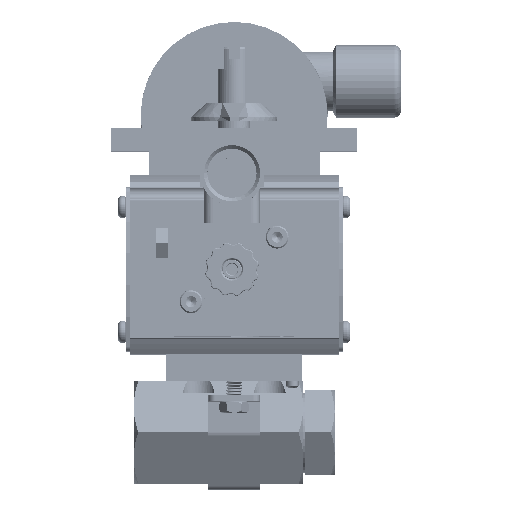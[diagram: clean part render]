
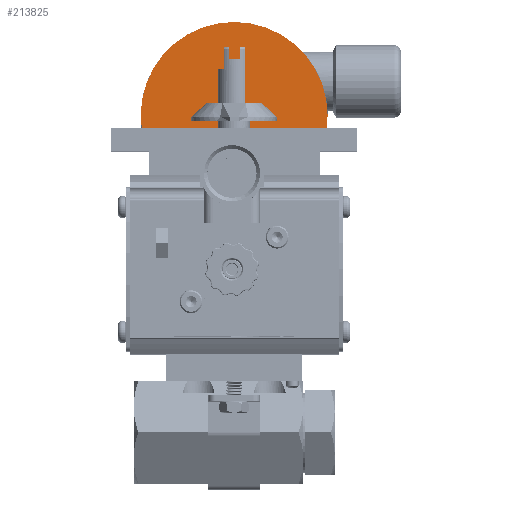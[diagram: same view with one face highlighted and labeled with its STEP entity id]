
A CAD part, top view. The second image highlights one B-rep face of the part: STEP entity #213825.
In plain terms, the highlighted planar face has unit normal (0, 0, 1).
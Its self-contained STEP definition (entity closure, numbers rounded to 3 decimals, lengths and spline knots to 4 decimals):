
#816 = CARTESIAN_POINT ( 'NONE',  ( -0.5913, 4.111, -1.29 ) ) ;
#12761 = ORIENTED_EDGE ( 'NONE', *, *, #68914, .F. ) ;
#14234 = DIRECTION ( 'NONE',  ( 0., 0., -1. ) ) ;
#20967 = CIRCLE ( 'NONE', #205689, 0.2478 ) ;
#24948 = DIRECTION ( 'NONE',  ( 0., 0., 1. ) ) ;
#25101 = FACE_BOUND ( 'NONE', #88366, .T. ) ;
#32769 = DIRECTION ( 'NONE',  ( 0., 0., 1. ) ) ;
#33553 = CARTESIAN_POINT ( 'NONE',  ( -0.3435, 4.111, -1.29 ) ) ;
#34265 = CIRCLE ( 'NONE', #188624, 0.2478 ) ;
#45815 = ORIENTED_EDGE ( 'NONE', *, *, #197068, .F. ) ;
#46803 = CARTESIAN_POINT ( 'NONE',  ( 0.0005, 4.641, -1.29 ) ) ;
#48276 = ORIENTED_EDGE ( 'NONE', *, *, #120244, .F. ) ;
#50059 = DIRECTION ( 'NONE',  ( 1., 0., 0. ) ) ;
#50410 = CARTESIAN_POINT ( 'NONE',  ( 0.5912, 4.111, -1.29 ) ) ;
#51374 = DIRECTION ( 'NONE',  ( 0., 0., -1. ) ) ;
#53185 = CIRCLE ( 'NONE', #197443, 1.3675 ) ;
#53845 = CARTESIAN_POINT ( 'NONE',  ( 0.3435, 4.111, -1.29 ) ) ;
#54574 = EDGE_CURVE ( 'NONE', #133150, #113031, #170572, .T. ) ;
#63318 = DIRECTION ( 'NONE',  ( 1., 0., 0. ) ) ;
#67722 = ORIENTED_EDGE ( 'NONE', *, *, #182272, .F. ) ;
#68816 = FACE_OUTER_BOUND ( 'NONE', #153714, .T. ) ;
#68914 = EDGE_CURVE ( 'NONE', #79406, #138605, #112865, .T. ) ;
#69051 = CARTESIAN_POINT ( 'NONE',  ( 1.368, 4.641, -1.29 ) ) ;
#70314 = DIRECTION ( 'NONE',  ( 1., 0., 0. ) ) ;
#71693 = CARTESIAN_POINT ( 'NONE',  ( -0.0958, 4.111, -1.29 ) ) ;
#79406 = VERTEX_POINT ( 'NONE', #816 ) ;
#88366 = EDGE_LOOP ( 'NONE', ( #48276, #12761 ) ) ;
#90471 = VERTEX_POINT ( 'NONE', #109884 ) ;
#91699 = AXIS2_PLACEMENT_3D ( 'NONE', #112841, #14234, #129517 ) ;
#91826 = EDGE_CURVE ( 'NONE', #113031, #133150, #53185, .T. ) ;
#109884 = CARTESIAN_POINT ( 'NONE',  ( 0.0957, 4.111, -1.29 ) ) ;
#112841 = CARTESIAN_POINT ( 'NONE',  ( 0.0005, 4.641, -1.29 ) ) ;
#112865 = CIRCLE ( 'NONE', #149987, 0.2478 ) ;
#113031 = VERTEX_POINT ( 'NONE', #143497 ) ;
#120244 = EDGE_CURVE ( 'NONE', #138605, #79406, #34265, .T. ) ;
#123083 = AXIS2_PLACEMENT_3D ( 'NONE', #150133, #51374, #166718 ) ;
#123599 = CARTESIAN_POINT ( 'NONE',  ( -0.3435, 4.111, -1.29 ) ) ;
#123839 = CIRCLE ( 'NONE', #128427, 0.2478 ) ;
#128427 = AXIS2_PLACEMENT_3D ( 'NONE', #53845, #169182, #70314 ) ;
#129517 = DIRECTION ( 'NONE',  ( 1., 0., 0. ) ) ;
#131487 = CARTESIAN_POINT ( 'NONE',  ( 0.3435, 4.111, -1.29 ) ) ;
#133150 = VERTEX_POINT ( 'NONE', #69051 ) ;
#134108 = ORIENTED_EDGE ( 'NONE', *, *, #54574, .F. ) ;
#138605 = VERTEX_POINT ( 'NONE', #71693 ) ;
#140207 = DIRECTION ( 'NONE',  ( 1., 0., 0. ) ) ;
#143497 = CARTESIAN_POINT ( 'NONE',  ( -1.367, 4.641, -1.29 ) ) ;
#148020 = DIRECTION ( 'NONE',  ( 1., 0., 0. ) ) ;
#148828 = DIRECTION ( 'NONE',  ( 0., 0., 1. ) ) ;
#149987 = AXIS2_PLACEMENT_3D ( 'NONE', #123599, #24948, #140207 ) ;
#150133 = CARTESIAN_POINT ( 'NONE',  ( 0.0005, 4.641, -1.29 ) ) ;
#153714 = EDGE_LOOP ( 'NONE', ( #192256, #134108 ) ) ;
#156531 = FACE_BOUND ( 'NONE', #174550, .T. ) ;
#162107 = DIRECTION ( 'NONE',  ( 0., 0., -1. ) ) ;
#166718 = DIRECTION ( 'NONE',  ( 1., 0., 0. ) ) ;
#169182 = DIRECTION ( 'NONE',  ( 0., 0., 1. ) ) ;
#170572 = CIRCLE ( 'NONE', #123083, 1.3675 ) ;
#174550 = EDGE_LOOP ( 'NONE', ( #67722, #45815 ) ) ;
#178545 = PLANE ( 'NONE',  #91699 ) ;
#182272 = EDGE_CURVE ( 'NONE', #203420, #90471, #123839, .T. ) ;
#188624 = AXIS2_PLACEMENT_3D ( 'NONE', #33553, #148828, #50059 ) ;
#192256 = ORIENTED_EDGE ( 'NONE', *, *, #91826, .F. ) ;
#197068 = EDGE_CURVE ( 'NONE', #90471, #203420, #20967, .T. ) ;
#197443 = AXIS2_PLACEMENT_3D ( 'NONE', #46803, #162107, #63318 ) ;
#203420 = VERTEX_POINT ( 'NONE', #50410 ) ;
#205689 = AXIS2_PLACEMENT_3D ( 'NONE', #131487, #32769, #148020 ) ;
#213825 = ADVANCED_FACE ( 'NONE', ( #68816, #156531, #25101 ), #178545, .F. ) ;
